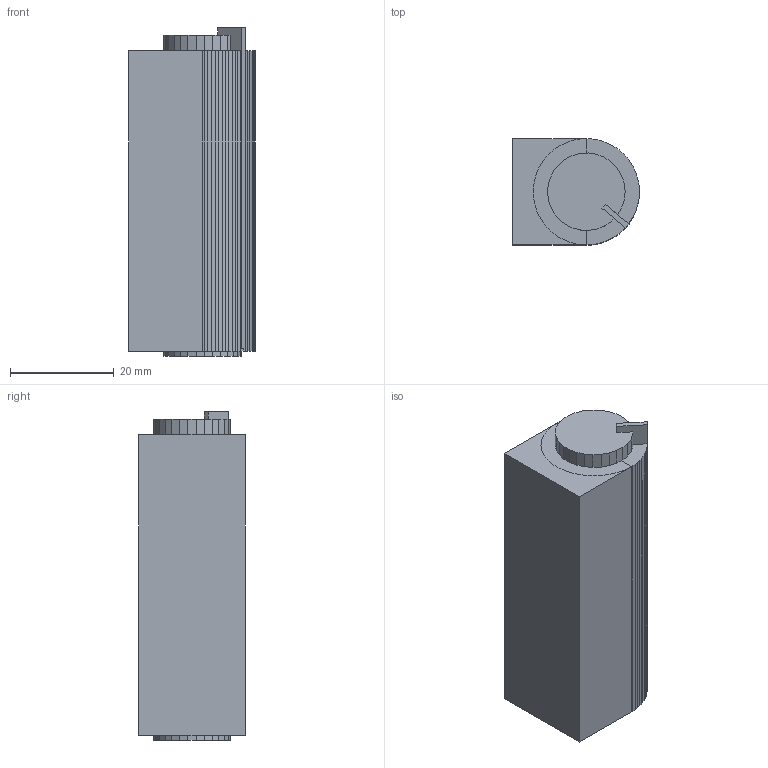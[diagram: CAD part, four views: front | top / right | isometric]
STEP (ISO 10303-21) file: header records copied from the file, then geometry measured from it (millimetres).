
FILE_DESCRIPTION(('FreeCAD Model'),'2;1');
FILE_NAME('bearing.step','2016-12-31T12:26:53',('Author'),( ''),'Open CASCADE STEP processor 6.8','FreeCAD','Unknown');
FILE_SCHEMA(('AUTOMOTIVE_DESIGN_CC2 { 1 2 10303 214 -1 1 5 4 }'));
Length unit declared in the file: millimetre
Products named in the file (2): ASSEMBLY; Group002
Assembly tree (1 placements, depth 2):
  ASSEMBLY
    Group002
Bounding box: 24.5 x 20.5 x 63.5 mm (x, y, z)
Volume: 27231.3 mm3; surface area: 5864.1 mm2
Topology: 1 solids, 1 shells, 124 faces, 448 edges, 326 vertices
Faces by surface type: plane 124
Entity records: 10501 total; most frequent: CARTESIAN_POINT 1946, DIRECTION 1446, LINE 1194, VECTOR 1194, ORIENTED_EDGE 896, PCURVE 896, DEFINITIONAL_REPRESENTATION 896, EDGE_CURVE 448
